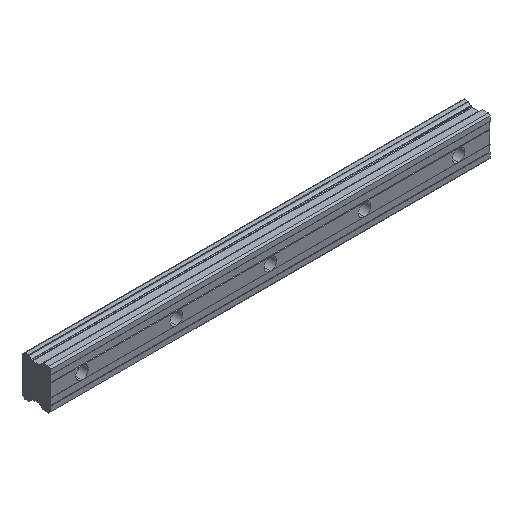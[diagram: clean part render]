
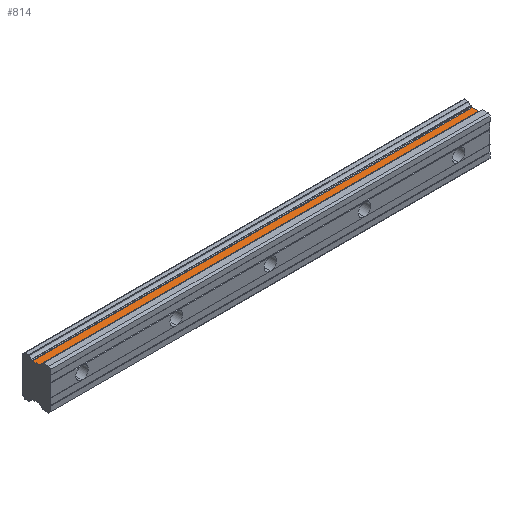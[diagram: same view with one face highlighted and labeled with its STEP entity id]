
A CAD part, isometric view. The second image highlights one B-rep face of the part: STEP entity #814.
In plain terms, the highlighted planar face has unit normal (0, 0, 1).
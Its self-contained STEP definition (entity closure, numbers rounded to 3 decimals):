
#9 = VECTOR ( 'NONE', #1814, 1000. ) ;
#88 = DIRECTION ( 'NONE',  ( 1., 0., 0. ) ) ;
#89 = VERTEX_POINT ( 'NONE', #2264 ) ;
#188 = DIRECTION ( 'NONE',  ( 0., 0., -1. ) ) ;
#215 = EDGE_CURVE ( 'NONE', #481, #89, #268, .T. ) ;
#217 = LINE ( 'NONE', #367, #686 ) ;
#268 = LINE ( 'NONE', #1182, #922 ) ;
#360 = ORIENTED_EDGE ( 'NONE', *, *, #594, .F. ) ;
#367 = CARTESIAN_POINT ( 'NONE',  ( 455., 24.422, 18.75 ) ) ;
#373 = CARTESIAN_POINT ( 'NONE',  ( 455., 19.939, 18.75 ) ) ;
#481 = VERTEX_POINT ( 'NONE', #1805 ) ;
#594 = EDGE_CURVE ( 'NONE', #89, #1059, #217, .T. ) ;
#686 = VECTOR ( 'NONE', #1840, 1000. ) ;
#688 = LINE ( 'NONE', #1304, #9 ) ;
#689 = EDGE_LOOP ( 'NONE', ( #1286, #360, #708, #2275 ) ) ;
#708 = ORIENTED_EDGE ( 'NONE', *, *, #215, .F. ) ;
#733 = CARTESIAN_POINT ( 'NONE',  ( -35., 24.422, 18.75 ) ) ;
#814 = ADVANCED_FACE ( 'NONE', ( #1303 ), #2044, .F. ) ;
#922 = VECTOR ( 'NONE', #88, 1000. ) ;
#934 = DIRECTION ( 'NONE',  ( 0., 1., 0. ) ) ;
#1017 = VECTOR ( 'NONE', #1473, 1000. ) ;
#1039 = CARTESIAN_POINT ( 'NONE',  ( -35., 12.664, 18.75 ) ) ;
#1059 = VERTEX_POINT ( 'NONE', #1661 ) ;
#1064 = EDGE_CURVE ( 'NONE', #481, #2211, #2394, .T. ) ;
#1182 = CARTESIAN_POINT ( 'NONE',  ( 455., 19.939, 18.75 ) ) ;
#1197 = AXIS2_PLACEMENT_3D ( 'NONE', #373, #188, #934 ) ;
#1286 = ORIENTED_EDGE ( 'NONE', *, *, #1845, .F. ) ;
#1303 = FACE_OUTER_BOUND ( 'NONE', #689, .T. ) ;
#1304 = CARTESIAN_POINT ( 'NONE',  ( 455., 12.664, 18.75 ) ) ;
#1473 = DIRECTION ( 'NONE',  ( 0., -1., 0. ) ) ;
#1661 = CARTESIAN_POINT ( 'NONE',  ( 455., 12.664, 18.75 ) ) ;
#1805 = CARTESIAN_POINT ( 'NONE',  ( -35., 19.939, 18.75 ) ) ;
#1814 = DIRECTION ( 'NONE',  ( -1., 0., 0. ) ) ;
#1840 = DIRECTION ( 'NONE',  ( 0., -1., 0. ) ) ;
#1845 = EDGE_CURVE ( 'NONE', #1059, #2211, #688, .T. ) ;
#2044 = PLANE ( 'NONE',  #1197 ) ;
#2211 = VERTEX_POINT ( 'NONE', #1039 ) ;
#2264 = CARTESIAN_POINT ( 'NONE',  ( 455., 19.939, 18.75 ) ) ;
#2275 = ORIENTED_EDGE ( 'NONE', *, *, #1064, .T. ) ;
#2394 = LINE ( 'NONE', #733, #1017 ) ;
